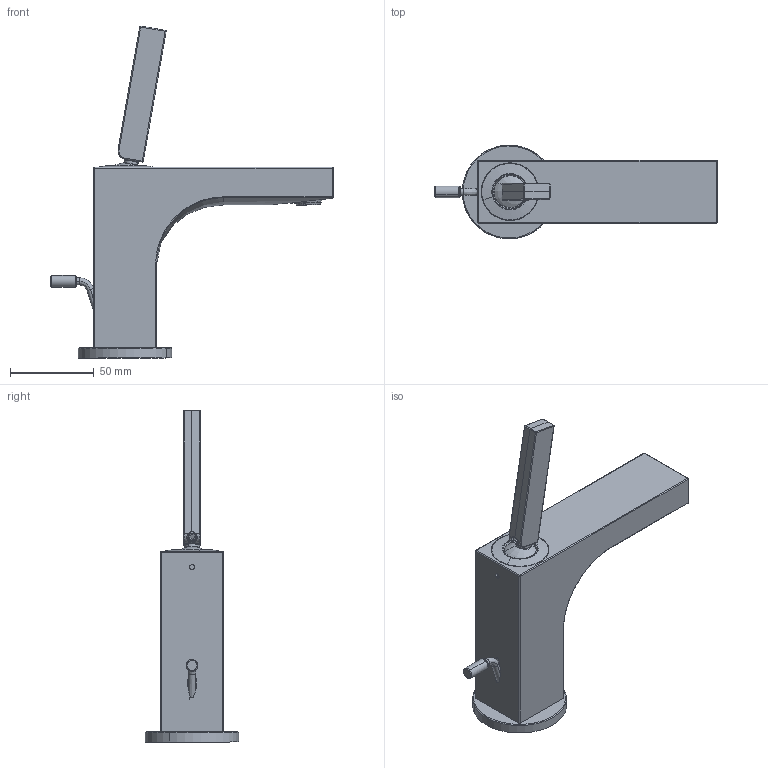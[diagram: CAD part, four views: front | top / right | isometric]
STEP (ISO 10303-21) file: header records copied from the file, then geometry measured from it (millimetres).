
FILE_DESCRIPTION(('CAx-IF Rec.Pracs.---Model Styling and Organization---1.2---2011-12-15','CAx-IF Rec.Pracs.---Geometric and Assembly Validation Properties---4.1---2014-06-16','CAx-IF Rec.Pracs.---PMI Polyline Presentation---2.0---2013-05-24'),'2;1');
FILE_NAME('1000127682_PPR_000.stp','2018-06-27T12:45:32+02:00',(''),(''),'STEP Interface 4.1 by CT CoreTechnologie','3D_Evolution4.1 by CT CoreTechnologie','');
FILE_SCHEMA(('AP203_CONFIGURATION_CONTROLLED_3D_DESIGN_OF_MECHANICAL_PARTS_AND_ASSEMBLIES_MIM_LF'));
Length unit declared in the file: millimetre
Products named in the file (12): P_2 Citterio Waschtischmischer HWB 115mm 1000127682_PPR_000_A0; P_2 Gk HWBM Citterio 2 1000127685_PPA_000_A0; P_2 Abdeckring WTM Citterio 2 1000083316_PPA_000_A0; P_2 Gleitstueck WTM Citterio 2 1000083323_PPA_000_A0; P_2 Griff  AX Citterio 1000073658_PPA_000_A0; Gewindestift mit Zapfen DIN915-M6x6-A2 1000000103_PPA_000_A0; P_2 SR_SL_M24x1_CC_SSR_1,2gpm-lam_rosa 1000124205_PPA_000_A0; P_2 Zugstange kpl. WTM, HWBM, BDM Citter 1000077903_PPR_000_A0; P_2 Universalzugstange D4,3 - Radius 700 1000073664_PPA_000_A0; Zugknopf WTM, HWBM, BDM Citterio 1000002432_PPA_000_A0; P_2 Rosette kpl.WTM AX Citterio 2 1000120011_PPR_000_A0; P_2 Rosette WTM Citterio 2 1000120010_PPA_000_A0
Assembly tree (11 placements, depth 3):
  P_2 Citterio Waschtischmischer HWB 115mm 1000127682_PPR_000_A0
    P_2 Gk HWBM Citterio 2 1000127685_PPA_000_A0
    P_2 Abdeckring WTM Citterio 2 1000083316_PPA_000_A0
    P_2 Gleitstueck WTM Citterio 2 1000083323_PPA_000_A0
    P_2 Griff  AX Citterio 1000073658_PPA_000_A0
    Gewindestift mit Zapfen DIN915-M6x6-A2 1000000103_PPA_000_A0
    P_2 SR_SL_M24x1_CC_SSR_1,2gpm-lam_rosa 1000124205_PPA_000_A0
    P_2 Zugstange kpl. WTM, HWBM, BDM Citter 1000077903_PPR_000_A0
      P_2 Universalzugstange D4,3 - Radius 700 1000073664_PPA_000_A0
      Zugknopf WTM, HWBM, BDM Citterio 1000002432_PPA_000_A0
    P_2 Rosette kpl.WTM AX Citterio 2 1000120011_PPR_000_A0
      P_2 Rosette WTM Citterio 2 1000120010_PPA_000_A0
Bounding box: 168.57 x 55.98 x 198.43 mm (x, y, z)
Volume: 276286 mm3; surface area: 49331.3 mm2
Topology: 9 solids, 10 shells, 841 faces, 2174 edges, 1353 vertices
Faces by surface type: plane 319, bspline 264, cylinder 258
Entity records: 40737 total; most frequent: CARTESIAN_POINT 10720, ORIENTED_EDGE 4314, DIRECTION 4299, EDGE_CURVE 2157, AXIS2_PLACEMENT_3D 1598, VERTEX_POINT 1353, VECTOR 1103, LINE 1103
